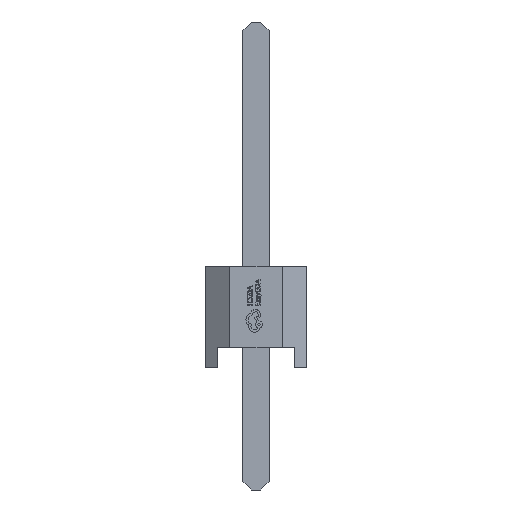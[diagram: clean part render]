
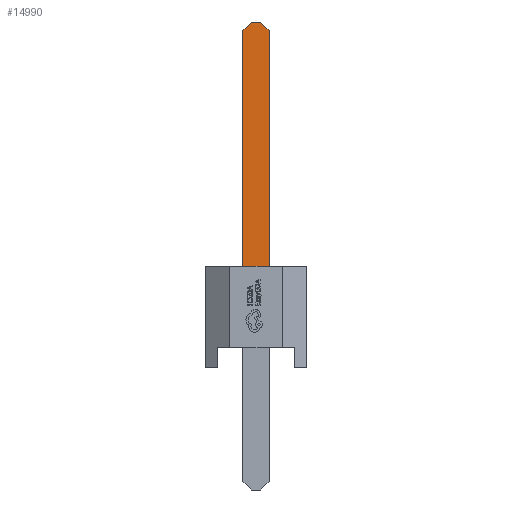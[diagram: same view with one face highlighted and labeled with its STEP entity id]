
A CAD part, left-side view. The second image highlights one B-rep face of the part: STEP entity #14990.
In plain terms, the highlighted planar face has unit normal (-1, 0, 0).
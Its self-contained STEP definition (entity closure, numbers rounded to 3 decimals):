
#563=FACE_OUTER_BOUND('',#1399,.T.);
#1399=EDGE_LOOP('',(#10668,#10669,#10670,#10671,#10672,#10673));
#2930=LINE('',#22099,#4844);
#2964=LINE('',#22166,#4878);
#2968=LINE('',#22174,#4882);
#2970=LINE('',#22178,#4884);
#2971=LINE('',#22180,#4885);
#2972=LINE('',#22181,#4886);
#4844=VECTOR('',#17598,1.);
#4878=VECTOR('',#17674,1.);
#4882=VECTOR('',#17680,1.);
#4884=VECTOR('',#17684,1.);
#4885=VECTOR('',#17685,1.);
#4886=VECTOR('',#17686,1.);
#6700=VERTEX_POINT('',#22095);
#6702=VERTEX_POINT('',#22098);
#6714=VERTEX_POINT('',#22165);
#6717=VERTEX_POINT('',#22173);
#6718=VERTEX_POINT('',#22177);
#6719=VERTEX_POINT('',#22179);
#8276=EDGE_CURVE('',#6700,#6702,#2930,.T.);
#8310=EDGE_CURVE('',#6700,#6714,#2964,.T.);
#8314=EDGE_CURVE('',#6717,#6702,#2968,.T.);
#8316=EDGE_CURVE('',#6714,#6718,#2970,.T.);
#8317=EDGE_CURVE('',#6718,#6719,#2971,.T.);
#8318=EDGE_CURVE('',#6719,#6717,#2972,.T.);
#10668=ORIENTED_EDGE('',*,*,#8276,.F.);
#10669=ORIENTED_EDGE('',*,*,#8310,.T.);
#10670=ORIENTED_EDGE('',*,*,#8316,.T.);
#10671=ORIENTED_EDGE('',*,*,#8317,.T.);
#10672=ORIENTED_EDGE('',*,*,#8318,.T.);
#10673=ORIENTED_EDGE('',*,*,#8314,.T.);
#13869=PLANE('',#15831);
#14990=ADVANCED_FACE('',(#563),#13869,.T.);
#15831=AXIS2_PLACEMENT_3D('',#22176,#17682,#17683);
#17598=DIRECTION('',(0.,1.,0.));
#17674=DIRECTION('',(0.,0.,1.));
#17680=DIRECTION('',(0.,0.,-1.));
#17682=DIRECTION('center_axis',(-1.,0.,0.));
#17683=DIRECTION('ref_axis',(0.,0.,1.));
#17684=DIRECTION('',(0.,0.707,0.707));
#17685=DIRECTION('',(0.,1.,0.));
#17686=DIRECTION('',(0.,0.707,-0.707));
#22095=CARTESIAN_POINT('',(-23.18,-0.32,2.5));
#22098=CARTESIAN_POINT('',(-23.18,0.32,2.5));
#22099=CARTESIAN_POINT('',(-23.18,0.,2.5));
#22165=CARTESIAN_POINT('',(-23.18,-0.32,8.3));
#22166=CARTESIAN_POINT('',(-23.18,-0.32,-2.8));
#22173=CARTESIAN_POINT('',(-23.18,0.32,8.3));
#22174=CARTESIAN_POINT('',(-23.18,0.32,-2.8));
#22176=CARTESIAN_POINT('Origin',(-23.18,0.,0.));
#22177=CARTESIAN_POINT('',(-23.18,-0.12,8.5));
#22178=CARTESIAN_POINT('',(-23.18,-0.32,8.3));
#22179=CARTESIAN_POINT('',(-23.18,0.12,8.5));
#22180=CARTESIAN_POINT('',(-23.18,0.12,8.5));
#22181=CARTESIAN_POINT('',(-23.18,0.32,8.3));
